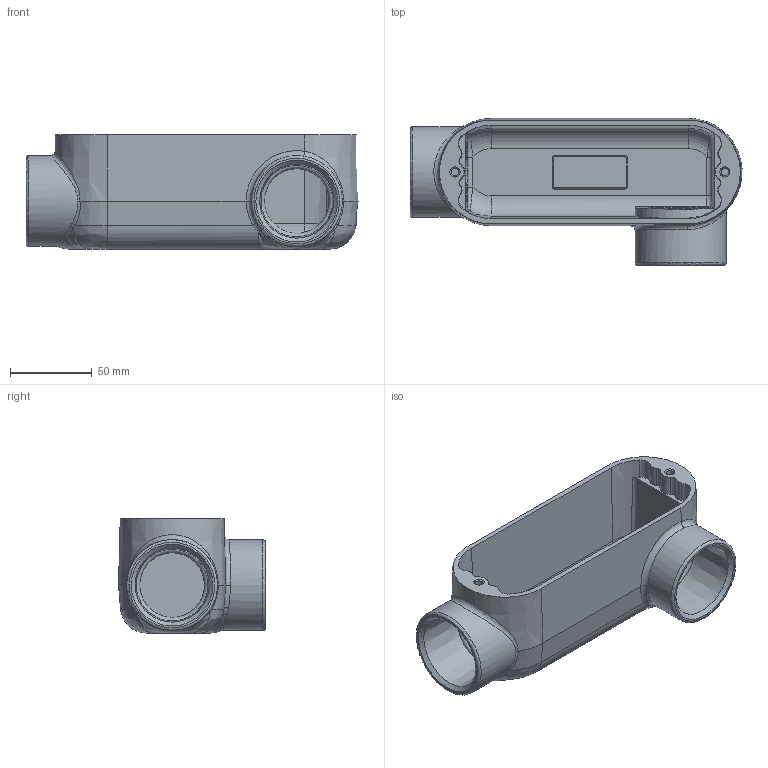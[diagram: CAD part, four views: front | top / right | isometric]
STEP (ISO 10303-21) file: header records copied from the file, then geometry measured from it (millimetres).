
FILE_DESCRIPTION(/* description */ (''),/* implementation_level */ '2;1');
FILE_NAME(/* name */ 'KIL_OLL-5.stp',/* time_stamp */ '2019-11-21T20:03:32+06:00',/* author */ ('kr'),/* organization */ (''),/* preprocessor_version */ 'ST-DEVELOPER v16.13',/* originating_system */ 'Autodesk Inventor 2018',/* authorisation */ '');
FILE_SCHEMA (('AUTOMOTIVE_DESIGN { 1 0 10303 214 3 1 1 }'));
Length unit declared in the file: inch
Products named in the file (1): 18249-1
Bounding box: 203.13 x 89.96 x 69.85 mm (x, y, z)
Volume: 218375.1 mm3; surface area: 87021.4 mm2
Topology: 1 solids, 1 shells, 114 faces, 287 edges, 178 vertices
Faces by surface type: cone 39, plane 30, bspline 27, cylinder 11, torus 7
Full cylindrical faces by diameter (mm): 39.573 x2, 55.562 x2
Entity records: 8788 total; most frequent: CARTESIAN_POINT 6211, ORIENTED_EDGE 526, DIRECTION 525, EDGE_CURVE 263, AXIS2_PLACEMENT_3D 219, VERTEX_POINT 171, EDGE_LOOP 138, CIRCLE 119
